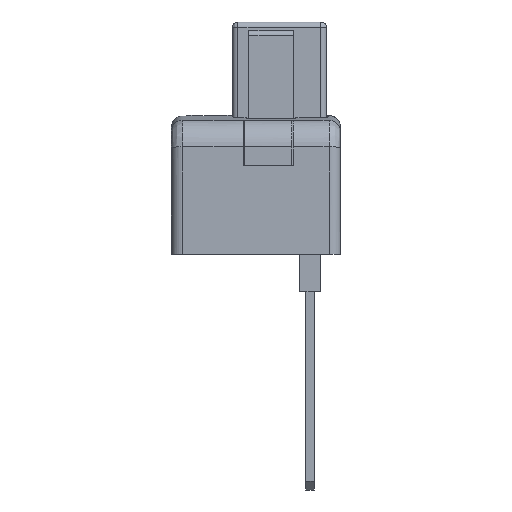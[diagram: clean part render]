
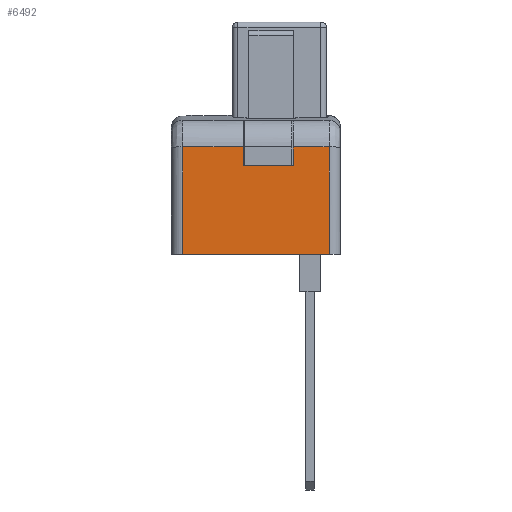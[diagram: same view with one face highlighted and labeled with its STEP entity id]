
A CAD part, front view. The second image highlights one B-rep face of the part: STEP entity #6492.
In plain terms, the highlighted planar face has unit normal (0, -1, 0).
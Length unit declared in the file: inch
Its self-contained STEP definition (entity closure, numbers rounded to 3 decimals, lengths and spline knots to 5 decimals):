
#554 = ORIENTED_EDGE ( 'NONE', *, *, #2923, .T. ) ;
#1189 = LINE ( 'NONE', #6994, #6558 ) ;
#1444 = FACE_OUTER_BOUND ( 'NONE', #11560, .T. ) ;
#1778 = LINE ( 'NONE', #9626, #7198 ) ;
#1804 = VECTOR ( 'NONE', #16481, 39.37008 ) ;
#1878 = DIRECTION ( 'NONE',  ( 0., 0., 1. ) ) ;
#2250 = EDGE_CURVE ( 'NONE', #17578, #2578, #16855, .T. ) ;
#2494 = CARTESIAN_POINT ( 'NONE',  ( 0.09843, -1.59555, -0.03449 ) ) ;
#2578 = VERTEX_POINT ( 'NONE', #2581 ) ;
#2581 = CARTESIAN_POINT ( 'NONE',  ( 0.5315, -1.59555, -0.01823 ) ) ;
#2923 = EDGE_CURVE ( 'NONE', #12775, #8117, #1189, .T. ) ;
#2987 = CARTESIAN_POINT ( 'NONE',  ( 0.5315, -1.59555, -0.78292 ) ) ;
#4917 = VECTOR ( 'NONE', #13562, 39.37008 ) ;
#5581 = VERTEX_POINT ( 'NONE', #21472 ) ;
#5735 = CARTESIAN_POINT ( 'NONE',  ( 1.14173, -1.59555, -0.78292 ) ) ;
#5925 = EDGE_CURVE ( 'NONE', #8117, #21288, #25316, .T. ) ;
#6058 = CARTESIAN_POINT ( 'NONE',  ( 1.14173, -1.59555, -0.01823 ) ) ;
#6492 = ADVANCED_FACE ( 'NONE', ( #1444 ), #13300, .T. ) ;
#6558 = VECTOR ( 'NONE', #7495, 39.37008 ) ;
#6937 = ORIENTED_EDGE ( 'NONE', *, *, #2250, .T. ) ;
#6994 = CARTESIAN_POINT ( 'NONE',  ( 1.22047, -1.59555, -0.01823 ) ) ;
#6999 = ORIENTED_EDGE ( 'NONE', *, *, #9702, .T. ) ;
#7161 = VECTOR ( 'NONE', #7945, 39.37008 ) ;
#7198 = VECTOR ( 'NONE', #17446, 39.37008 ) ;
#7467 = CARTESIAN_POINT ( 'NONE',  ( 0.88583, -1.59555, -0.01823 ) ) ;
#7495 = DIRECTION ( 'NONE',  ( -1., 0., 0. ) ) ;
#7503 = CARTESIAN_POINT ( 'NONE',  ( 1.22047, -1.59555, -0.78292 ) ) ;
#7575 = EDGE_CURVE ( 'NONE', #21288, #17578, #25423, .T. ) ;
#7819 = CARTESIAN_POINT ( 'NONE',  ( 1.22047, -1.59555, -0.153 ) ) ;
#7945 = DIRECTION ( 'NONE',  ( -1., 0., 0. ) ) ;
#8013 = EDGE_CURVE ( 'NONE', #10705, #5581, #14563, .T. ) ;
#8117 = VERTEX_POINT ( 'NONE', #7467 ) ;
#9007 = EDGE_CURVE ( 'NONE', #10080, #12775, #25268, .T. ) ;
#9626 = CARTESIAN_POINT ( 'NONE',  ( 1.22047, -1.59555, -0.01823 ) ) ;
#9702 = EDGE_CURVE ( 'NONE', #2578, #5581, #1778, .T. ) ;
#10080 = VERTEX_POINT ( 'NONE', #21396 ) ;
#10705 = VERTEX_POINT ( 'NONE', #17703 ) ;
#11073 = DIRECTION ( 'NONE',  ( 0., 0., 1. ) ) ;
#11560 = EDGE_LOOP ( 'NONE', ( #554, #15057, #23708, #6937, #6999, #15298, #15722, #20997 ) ) ;
#12775 = VERTEX_POINT ( 'NONE', #6058 ) ;
#13040 = CARTESIAN_POINT ( 'NONE',  ( 1.22047, -1.59555, -0.78292 ) ) ;
#13300 = PLANE ( 'NONE',  #21052 ) ;
#13562 = DIRECTION ( 'NONE',  ( -1., 0., 0. ) ) ;
#14563 = LINE ( 'NONE', #2494, #1804 ) ;
#14852 = DIRECTION ( 'NONE',  ( 0., 0., -1. ) ) ;
#15057 = ORIENTED_EDGE ( 'NONE', *, *, #5925, .T. ) ;
#15298 = ORIENTED_EDGE ( 'NONE', *, *, #8013, .F. ) ;
#15572 = CARTESIAN_POINT ( 'NONE',  ( 0.88583, -1.59555, -0.78292 ) ) ;
#15722 = ORIENTED_EDGE ( 'NONE', *, *, #23751, .F. ) ;
#16481 = DIRECTION ( 'NONE',  ( 0., 0., 1. ) ) ;
#16529 = VECTOR ( 'NONE', #23381, 39.37008 ) ;
#16563 = VECTOR ( 'NONE', #1878, 39.37008 ) ;
#16855 = LINE ( 'NONE', #2987, #24619 ) ;
#17446 = DIRECTION ( 'NONE',  ( -1., 0., 0. ) ) ;
#17578 = VERTEX_POINT ( 'NONE', #24398 ) ;
#17703 = CARTESIAN_POINT ( 'NONE',  ( 0.09843, -1.59555, -0.78292 ) ) ;
#20997 = ORIENTED_EDGE ( 'NONE', *, *, #9007, .T. ) ;
#21052 = AXIS2_PLACEMENT_3D ( 'NONE', #13040, #22523, #14852 ) ;
#21288 = VERTEX_POINT ( 'NONE', #25283 ) ;
#21396 = CARTESIAN_POINT ( 'NONE',  ( 1.14173, -1.59555, -0.78292 ) ) ;
#21472 = CARTESIAN_POINT ( 'NONE',  ( 0.09843, -1.59555, -0.01823 ) ) ;
#21486 = LINE ( 'NONE', #7503, #4917 ) ;
#22523 = DIRECTION ( 'NONE',  ( 0., -1., 0. ) ) ;
#23381 = DIRECTION ( 'NONE',  ( 0., 0., -1. ) ) ;
#23708 = ORIENTED_EDGE ( 'NONE', *, *, #7575, .T. ) ;
#23751 = EDGE_CURVE ( 'NONE', #10080, #10705, #21486, .T. ) ;
#24398 = CARTESIAN_POINT ( 'NONE',  ( 0.5315, -1.59555, -0.153 ) ) ;
#24619 = VECTOR ( 'NONE', #11073, 39.37008 ) ;
#25268 = LINE ( 'NONE', #5735, #16563 ) ;
#25283 = CARTESIAN_POINT ( 'NONE',  ( 0.88583, -1.59555, -0.153 ) ) ;
#25316 = LINE ( 'NONE', #15572, #16529 ) ;
#25423 = LINE ( 'NONE', #7819, #7161 ) ;
